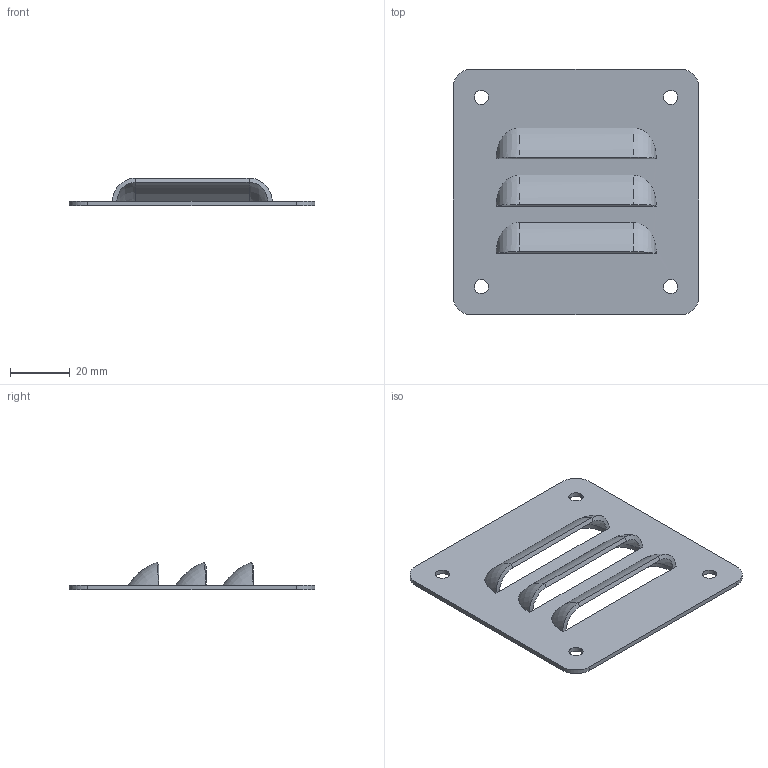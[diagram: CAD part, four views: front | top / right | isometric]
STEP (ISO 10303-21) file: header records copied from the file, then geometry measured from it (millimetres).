
FILE_DESCRIPTION (( 'STEP AP214' ), '1' );
FILE_NAME ('SCE-AVK23.STEP', '2022-09-02T10:19:19', ( '' ), ( '' ), 'SwSTEP 2.0', 'SolidWorks 2021', '' );
FILE_SCHEMA (( 'AUTOMOTIVE_DESIGN' ));
Length unit declared in the file: inch
Products named in the file (1): SCE-AVK23
Bounding box: 82.55 x 82.55 x 9.35 mm (x, y, z)
Volume: 11167.2 mm3; surface area: 15676.3 mm2
Topology: 1 solids, 1 shells, 57 faces, 135 edges, 80 vertices
Faces by surface type: bspline 24, cylinder 18, plane 15
Entity records: 8333 total; most frequent: CARTESIAN_POINT 7125, ORIENTED_EDGE 270, DIRECTION 173, EDGE_CURVE 135, VERTEX_POINT 80, EDGE_LOOP 71, AXIS2_PLACEMENT_3D 58, LINE 57
